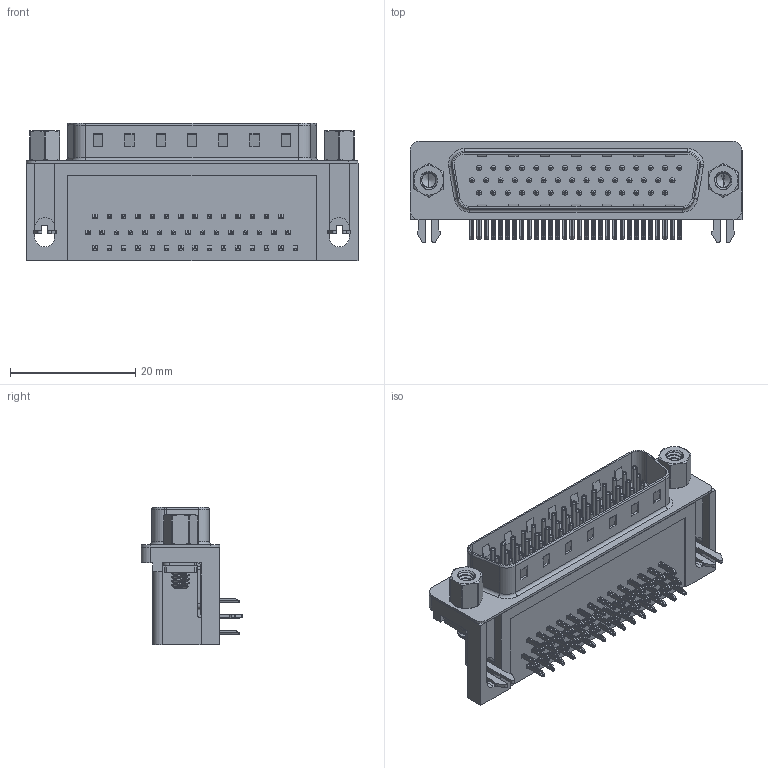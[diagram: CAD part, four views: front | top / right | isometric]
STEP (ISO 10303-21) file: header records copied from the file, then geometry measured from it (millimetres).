
FILE_DESCRIPTION (( 'STEP AP203' ), '1' );
FILE_NAME ('MHHDR-44MNS-B1.STEP', '2025-11-28T19:18:52', ( '' ), ( '' ), 'SwSTEP 2.0', 'SolidWorks 2023', '' );
FILE_SCHEMA (( 'CONFIG_CONTROL_DESIGN' ));
Length unit declared in the file: millimetre
Products named in the file (9): MHHDR 2 Prong Board Lock; MHHDR 4-40 Hex Standoff; MHHDR Shell_44 Contact; MHHDR Contact Top; MHHDR Contact Middle; MHHDR 4-40 Threaded Rivet; MHHDR Contact Bottom; MHHDR-44MNS-B1; MHHDR Housing_44 Contact
Assembly tree (52 placements, depth 2):
  MHHDR-44MNS-B1
    MHHDR Housing_44 Contact
    MHHDR Shell_44 Contact
    MHHDR Contact Bottom  x14
    MHHDR Contact Middle  x15
    MHHDR Contact Top  x15
    MHHDR 2 Prong Board Lock  x2
    MHHDR 4-40 Threaded Rivet  x2
    MHHDR 4-40 Hex Standoff  x2
Bounding box: 53.04 x 16.25 x 22 mm (x, y, z)
Volume: 8280.4 mm3; surface area: 10702.8 mm2
Topology: 52 solids, 52 shells, 3866 faces, 9588 edges, 5921 vertices
Faces by surface type: plane 2371, cylinder 1152, torus 295, cone 30, bspline 18
Entity records: 35638 total; most frequent: CARTESIAN_POINT 10178, DIRECTION 4868, ORIENTED_EDGE 4782, EDGE_CURVE 2391, VECTOR 1632, LINE 1632, AXIS2_PLACEMENT_3D 1618, VERTEX_POINT 1541
